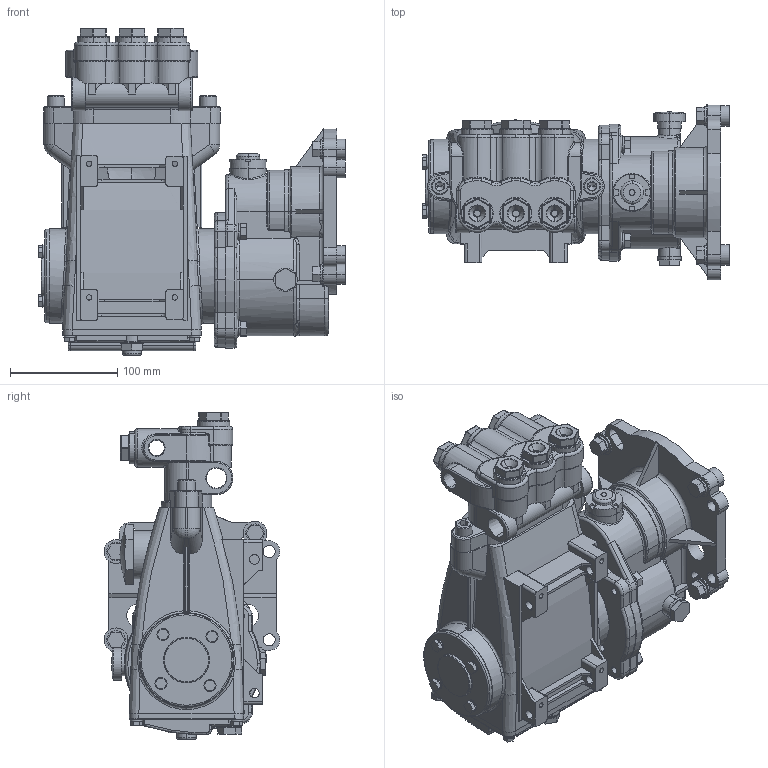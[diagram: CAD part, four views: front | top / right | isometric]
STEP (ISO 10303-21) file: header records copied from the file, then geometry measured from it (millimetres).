
FILE_DESCRIPTION (( 'STEP AP214' ), '1' );
FILE_NAME ('45G1.STEP', '2012-08-08T17:22:41', ( 'it' ), ( '' ), 'SwSTEP 2.0', 'SolidWorks 2012', '' );
FILE_SCHEMA (( 'AUTOMOTIVE_DESIGN' ));
Length unit declared in the file: inch
Products named in the file (1): 45G1
Bounding box: 286.26 x 164.13 x 306.27 mm (x, y, z)
Surface area: 345902.1 mm2 (no closed solid volume)
Topology: 0 solids, 25 shells, 1410 faces, 3873 edges, 2353 vertices
Faces by surface type: cylinder 518, plane 507, torus 193, bspline 141, cone 28, sphere 23
Entity records: 71004 total; most frequent: CARTESIAN_POINT 17708, DIRECTION 7556, ORIENTED_EDGE 7010, EDGE_CURVE 3845, AXIS2_PLACEMENT_3D 2905, VERTEX_POINT 2351, LINE 1746, VECTOR 1746
